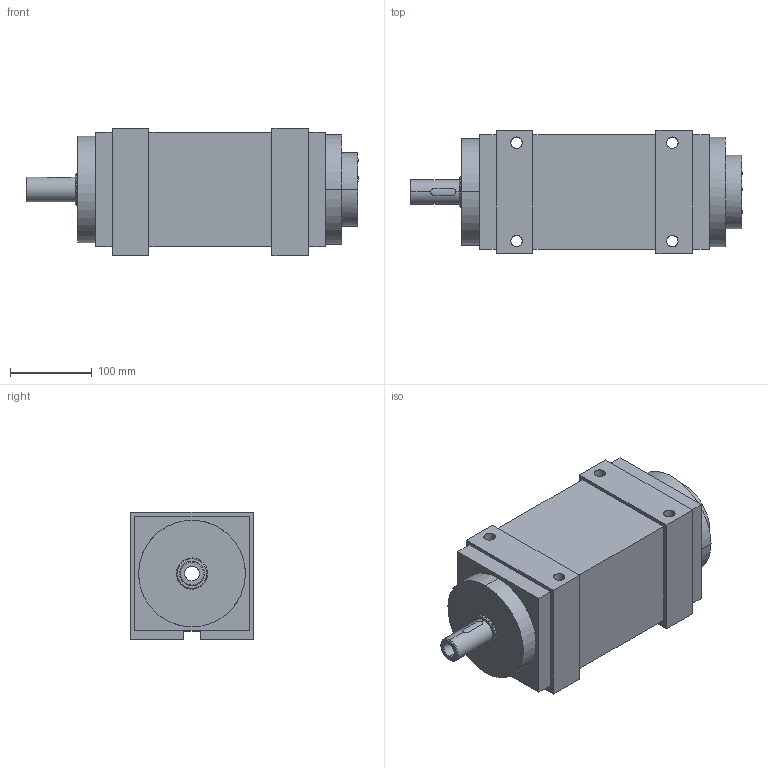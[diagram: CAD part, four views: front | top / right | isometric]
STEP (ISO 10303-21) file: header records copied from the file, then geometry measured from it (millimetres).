
FILE_DESCRIPTION (( 'STEP AP214' ), '1' );
FILE_NAME ('S40A.STEP', '2023-09-05T06:23:06', ( '' ), ( '' ), 'SwSTEP 2.0', 'SolidWorks 2023', '' );
FILE_SCHEMA (( 'AUTOMOTIVE_DESIGN' ));
Length unit declared in the file: millimetre
Products named in the file (1): S40A
Bounding box: 405 x 150 x 155 mm (x, y, z)
Surface area: 295156.8 mm2 (no closed solid volume)
Topology: 0 solids, 2 shells, 87 faces, 213 edges, 136 vertices
Faces by surface type: plane 43, cylinder 32, cone 12
Entity records: 5209 total; most frequent: CARTESIAN_POINT 2606, ORIENTED_EDGE 410, EDGE_CURVE 207, B_SPLINE_CURVE_WITH_KNOTS 207, DIRECTION 176, VERTEX_POINT 136, EDGE_LOOP 110, UNCERTAINTY_MEASURE_WITH_UNIT 89
